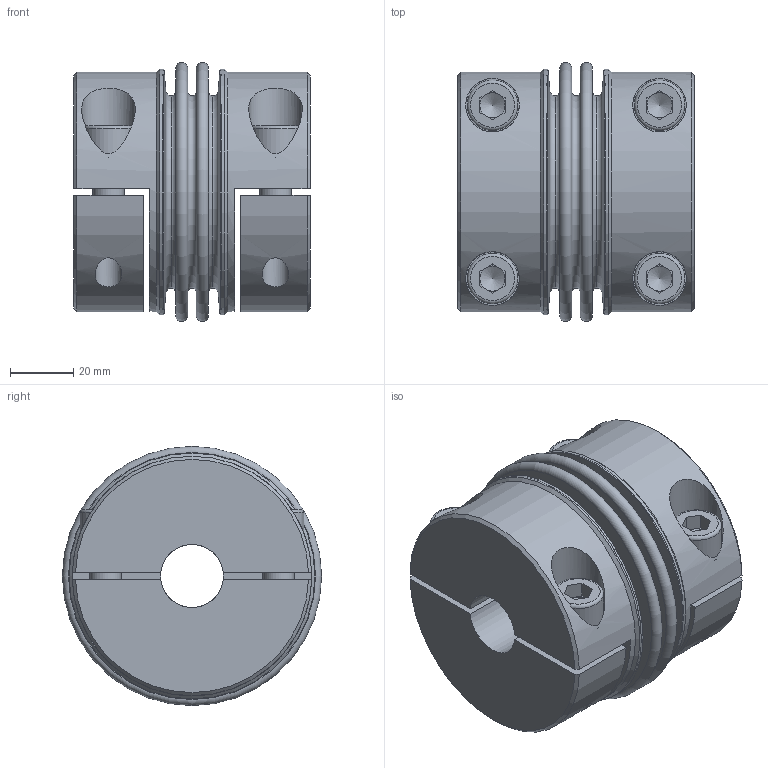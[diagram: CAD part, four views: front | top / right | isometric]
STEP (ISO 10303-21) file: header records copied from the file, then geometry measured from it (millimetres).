
FILE_DESCRIPTION( ( 'Unknown' ), '1' );
FILE_NAME( 'KGH 220 L=75.stp', 'Unknown', ( 'Unknown' ), ( 'Unknown' ), 'PSStep 10.1', 'Unknown', ' ' );
FILE_SCHEMA( ( 'AUTOMOTIVE_DESIGN { 1 0 10303 214 1 1 1 1 }' ) );
Length unit declared in the file: millimetre
Products named in the file (1): 20716858
Bounding box: 75 x 82.23 x 82.23 mm (x, y, z)
Volume: 225051.4 mm3; surface area: 85330.6 mm2
Topology: 1 solids, 1 shells, 154 faces, 339 edges, 215 vertices
Faces by surface type: plane 90, cylinder 32, torus 18, cone 14
Full cylindrical faces by diameter (mm): 8.5 x4, 10 x4, 10.4 x4, 16 x4, 17 x4, 20 x2, 76 x2, 77.6 x2, 78 x2
Entity records: 5648 total; most frequent: CARTESIAN_POINT 1271, DIRECTION 678, ORIENTED_EDGE 520, AXIS2_PLACEMENT_3D 271, EDGE_CURVE 260, EDGE_LOOP 244, FACE_OUTER_BOUND 200, VERTEX_POINT 196
